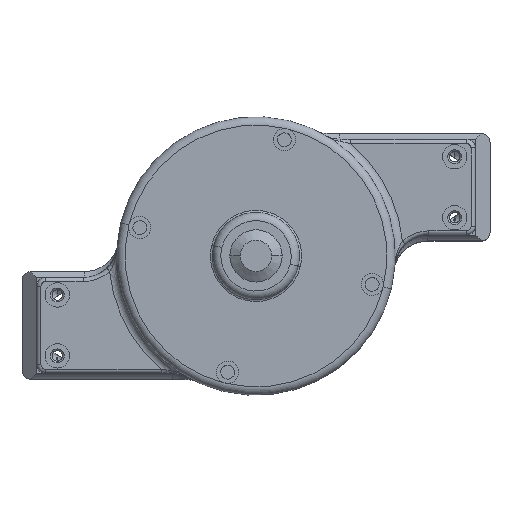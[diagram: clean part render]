
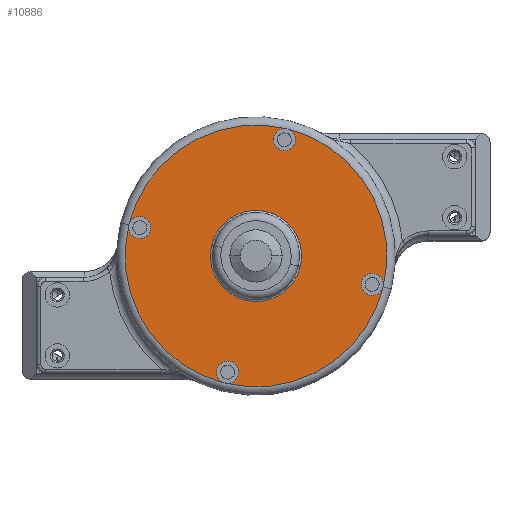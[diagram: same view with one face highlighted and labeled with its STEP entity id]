
A CAD part, top view. The second image highlights one B-rep face of the part: STEP entity #10886.
In plain terms, the highlighted face is planar.
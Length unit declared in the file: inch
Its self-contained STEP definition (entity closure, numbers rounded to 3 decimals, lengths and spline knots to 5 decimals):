
#182 = CARTESIAN_POINT ( 'NONE',  ( 0.365, 0., 1.88 ) ) ;
#381 = VERTEX_POINT ( 'NONE', #2414 ) ;
#779 = DIRECTION ( 'NONE',  ( -1., 0., 0. ) ) ;
#999 = DIRECTION ( 'NONE',  ( 0., 0., 1. ) ) ;
#1217 = VERTEX_POINT ( 'NONE', #15531 ) ;
#1352 = DIRECTION ( 'NONE',  ( 0., 0., 1. ) ) ;
#1412 = AXIS2_PLACEMENT_3D ( 'NONE', #5954, #18190, #13218 ) ;
#1528 = FACE_BOUND ( 'NONE', #6878, .T. ) ;
#1668 = VERTEX_POINT ( 'NONE', #18979 ) ;
#1727 = EDGE_CURVE ( 'NONE', #10633, #4069, #9040, .T. ) ;
#1733 = DIRECTION ( 'NONE',  ( -1., 0., 0. ) ) ;
#1953 = CARTESIAN_POINT ( 'NONE',  ( 0.365, 1.718, 0. ) ) ;
#2198 = EDGE_CURVE ( 'NONE', #381, #2867, #3301, .T. ) ;
#2414 = CARTESIAN_POINT ( 'NONE',  ( 0.365, 0., -0.655 ) ) ;
#2676 = EDGE_CURVE ( 'NONE', #4069, #10633, #5447, .T. ) ;
#2867 = VERTEX_POINT ( 'NONE', #12693 ) ;
#2913 = ORIENTED_EDGE ( 'NONE', *, *, #20461, .T. ) ;
#3165 = CARTESIAN_POINT ( 'NONE',  ( 0.365, 0., -1.7175 ) ) ;
#3168 = EDGE_CURVE ( 'NONE', #10787, #13499, #17066, .T. ) ;
#3301 = CIRCLE ( 'NONE', #5829, 0.655 ) ;
#3413 = AXIS2_PLACEMENT_3D ( 'NONE', #12168, #1733, #13866 ) ;
#3763 = CIRCLE ( 'NONE', #16061, 0.16 ) ;
#3842 = EDGE_LOOP ( 'NONE', ( #4219, #21032 ) ) ;
#4069 = VERTEX_POINT ( 'NONE', #13209 ) ;
#4219 = ORIENTED_EDGE ( 'NONE', *, *, #15402, .F. ) ;
#4560 = CARTESIAN_POINT ( 'NONE',  ( 0.365, 1.718, 0.16 ) ) ;
#4656 = CIRCLE ( 'NONE', #1412, 1.88 ) ;
#4709 = DIRECTION ( 'NONE',  ( -1., 0., 0. ) ) ;
#4940 = PLANE ( 'NONE',  #17791 ) ;
#5447 = CIRCLE ( 'NONE', #18131, 0.16 ) ;
#5522 = DIRECTION ( 'NONE',  ( -1., 0., 0. ) ) ;
#5829 = AXIS2_PLACEMENT_3D ( 'NONE', #17145, #10450, #12161 ) ;
#5954 = CARTESIAN_POINT ( 'NONE',  ( 0.365, 0., 0. ) ) ;
#6208 = CARTESIAN_POINT ( 'NONE',  ( 0.365, 0., 0. ) ) ;
#6312 = FACE_OUTER_BOUND ( 'NONE', #7980, .T. ) ;
#6477 = DIRECTION ( 'NONE',  ( 0., 0., 1. ) ) ;
#6650 = FACE_BOUND ( 'NONE', #10769, .T. ) ;
#6878 = EDGE_LOOP ( 'NONE', ( #13591, #14679 ) ) ;
#6904 = CARTESIAN_POINT ( 'NONE',  ( 0.365, 0., 1.7175 ) ) ;
#7286 = AXIS2_PLACEMENT_3D ( 'NONE', #3165, #9522, #22176 ) ;
#7980 = EDGE_LOOP ( 'NONE', ( #2913, #14763 ) ) ;
#8006 = DIRECTION ( 'NONE',  ( 0., 0., 1. ) ) ;
#8582 = AXIS2_PLACEMENT_3D ( 'NONE', #6904, #5522, #13821 ) ;
#9040 = CIRCLE ( 'NONE', #10849, 0.16 ) ;
#9522 = DIRECTION ( 'NONE',  ( -1., 0., 0. ) ) ;
#9706 = EDGE_LOOP ( 'NONE', ( #17848, #11545 ) ) ;
#9993 = ORIENTED_EDGE ( 'NONE', *, *, #1727, .F. ) ;
#10031 = FACE_BOUND ( 'NONE', #9706, .T. ) ;
#10448 = CIRCLE ( 'NONE', #14420, 0.16 ) ;
#10450 = DIRECTION ( 'NONE',  ( -1., 0., 0. ) ) ;
#10633 = VERTEX_POINT ( 'NONE', #21743 ) ;
#10769 = EDGE_LOOP ( 'NONE', ( #11590, #20196 ) ) ;
#10787 = VERTEX_POINT ( 'NONE', #14695 ) ;
#10849 = AXIS2_PLACEMENT_3D ( 'NONE', #15095, #21973, #6477 ) ;
#10886 = ADVANCED_FACE ( 'NONE', ( #6650, #1528, #11523, #22250, #10031, #6312 ), #4940, .F. ) ;
#10977 = AXIS2_PLACEMENT_3D ( 'NONE', #21183, #779, #14633 ) ;
#11409 = DIRECTION ( 'NONE',  ( 0., 0., 1. ) ) ;
#11523 = FACE_BOUND ( 'NONE', #16040, .T. ) ;
#11545 = ORIENTED_EDGE ( 'NONE', *, *, #2198, .F. ) ;
#11590 = ORIENTED_EDGE ( 'NONE', *, *, #20077, .F. ) ;
#12161 = DIRECTION ( 'NONE',  ( 0., 0., 1. ) ) ;
#12168 = CARTESIAN_POINT ( 'NONE',  ( 0.365, 0., 1.7175 ) ) ;
#12693 = CARTESIAN_POINT ( 'NONE',  ( 0.365, 0., 0.655 ) ) ;
#12788 = VERTEX_POINT ( 'NONE', #21667 ) ;
#13109 = CIRCLE ( 'NONE', #18161, 1.88 ) ;
#13209 = CARTESIAN_POINT ( 'NONE',  ( 0.365, -1.717, 0.16 ) ) ;
#13218 = DIRECTION ( 'NONE',  ( 0., 0., 1. ) ) ;
#13246 = DIRECTION ( 'NONE',  ( -1., 0., 0. ) ) ;
#13499 = VERTEX_POINT ( 'NONE', #13736 ) ;
#13591 = ORIENTED_EDGE ( 'NONE', *, *, #15427, .F. ) ;
#13670 = CARTESIAN_POINT ( 'NONE',  ( 0.365, 0.655, 0. ) ) ;
#13736 = CARTESIAN_POINT ( 'NONE',  ( 0.365, 0., -1.5575 ) ) ;
#13821 = DIRECTION ( 'NONE',  ( 0., 0., 1. ) ) ;
#13824 = CARTESIAN_POINT ( 'NONE',  ( 0.365, 0., -1.7175 ) ) ;
#13866 = DIRECTION ( 'NONE',  ( 0., 0., 1. ) ) ;
#13973 = DIRECTION ( 'NONE',  ( 0., 0., 1. ) ) ;
#14420 = AXIS2_PLACEMENT_3D ( 'NONE', #13824, #22072, #1352 ) ;
#14550 = EDGE_CURVE ( 'NONE', #1668, #21724, #15330, .T. ) ;
#14633 = DIRECTION ( 'NONE',  ( 0., 0., 1. ) ) ;
#14679 = ORIENTED_EDGE ( 'NONE', *, *, #14550, .F. ) ;
#14695 = CARTESIAN_POINT ( 'NONE',  ( 0.365, 0., -1.8775 ) ) ;
#14763 = ORIENTED_EDGE ( 'NONE', *, *, #17477, .T. ) ;
#14847 = CARTESIAN_POINT ( 'NONE',  ( 0.365, 0., 0. ) ) ;
#15095 = CARTESIAN_POINT ( 'NONE',  ( 0.365, -1.717, 0. ) ) ;
#15330 = CIRCLE ( 'NONE', #10977, 0.16 ) ;
#15402 = EDGE_CURVE ( 'NONE', #1217, #22216, #22192, .T. ) ;
#15427 = EDGE_CURVE ( 'NONE', #21724, #1668, #3763, .T. ) ;
#15531 = CARTESIAN_POINT ( 'NONE',  ( 0.365, 0., 1.8775 ) ) ;
#16040 = EDGE_LOOP ( 'NONE', ( #19443, #9993 ) ) ;
#16052 = CARTESIAN_POINT ( 'NONE',  ( 0.365, 0., 1.5575 ) ) ;
#16061 = AXIS2_PLACEMENT_3D ( 'NONE', #1953, #17589, #13973 ) ;
#16392 = CARTESIAN_POINT ( 'NONE',  ( 0.365, -1.717, 0. ) ) ;
#16841 = DIRECTION ( 'NONE',  ( 1., 0., 0. ) ) ;
#16879 = DIRECTION ( 'NONE',  ( -1., 0., 0. ) ) ;
#17066 = CIRCLE ( 'NONE', #7286, 0.16 ) ;
#17145 = CARTESIAN_POINT ( 'NONE',  ( 0.365, 0., 0. ) ) ;
#17477 = EDGE_CURVE ( 'NONE', #12788, #19223, #13109, .T. ) ;
#17589 = DIRECTION ( 'NONE',  ( -1., 0., 0. ) ) ;
#17727 = EDGE_CURVE ( 'NONE', #22216, #1217, #21224, .T. ) ;
#17791 = AXIS2_PLACEMENT_3D ( 'NONE', #13670, #16841, #21917 ) ;
#17848 = ORIENTED_EDGE ( 'NONE', *, *, #18985, .F. ) ;
#18131 = AXIS2_PLACEMENT_3D ( 'NONE', #16392, #4709, #11409 ) ;
#18161 = AXIS2_PLACEMENT_3D ( 'NONE', #14847, #16879, #999 ) ;
#18190 = DIRECTION ( 'NONE',  ( -1., 0., 0. ) ) ;
#18366 = AXIS2_PLACEMENT_3D ( 'NONE', #6208, #13246, #8006 ) ;
#18979 = CARTESIAN_POINT ( 'NONE',  ( 0.365, 1.718, -0.16 ) ) ;
#18985 = EDGE_CURVE ( 'NONE', #2867, #381, #20178, .T. ) ;
#19223 = VERTEX_POINT ( 'NONE', #182 ) ;
#19443 = ORIENTED_EDGE ( 'NONE', *, *, #2676, .F. ) ;
#20077 = EDGE_CURVE ( 'NONE', #13499, #10787, #10448, .T. ) ;
#20178 = CIRCLE ( 'NONE', #18366, 0.655 ) ;
#20196 = ORIENTED_EDGE ( 'NONE', *, *, #3168, .F. ) ;
#20461 = EDGE_CURVE ( 'NONE', #19223, #12788, #4656, .T. ) ;
#21032 = ORIENTED_EDGE ( 'NONE', *, *, #17727, .F. ) ;
#21183 = CARTESIAN_POINT ( 'NONE',  ( 0.365, 1.718, 0. ) ) ;
#21224 = CIRCLE ( 'NONE', #8582, 0.16 ) ;
#21667 = CARTESIAN_POINT ( 'NONE',  ( 0.365, 0., -1.88 ) ) ;
#21724 = VERTEX_POINT ( 'NONE', #4560 ) ;
#21743 = CARTESIAN_POINT ( 'NONE',  ( 0.365, -1.717, -0.16 ) ) ;
#21917 = DIRECTION ( 'NONE',  ( 0., 0., -1. ) ) ;
#21973 = DIRECTION ( 'NONE',  ( -1., 0., 0. ) ) ;
#22072 = DIRECTION ( 'NONE',  ( -1., 0., 0. ) ) ;
#22176 = DIRECTION ( 'NONE',  ( 0., 0., 1. ) ) ;
#22192 = CIRCLE ( 'NONE', #3413, 0.16 ) ;
#22216 = VERTEX_POINT ( 'NONE', #16052 ) ;
#22250 = FACE_BOUND ( 'NONE', #3842, .T. ) ;
